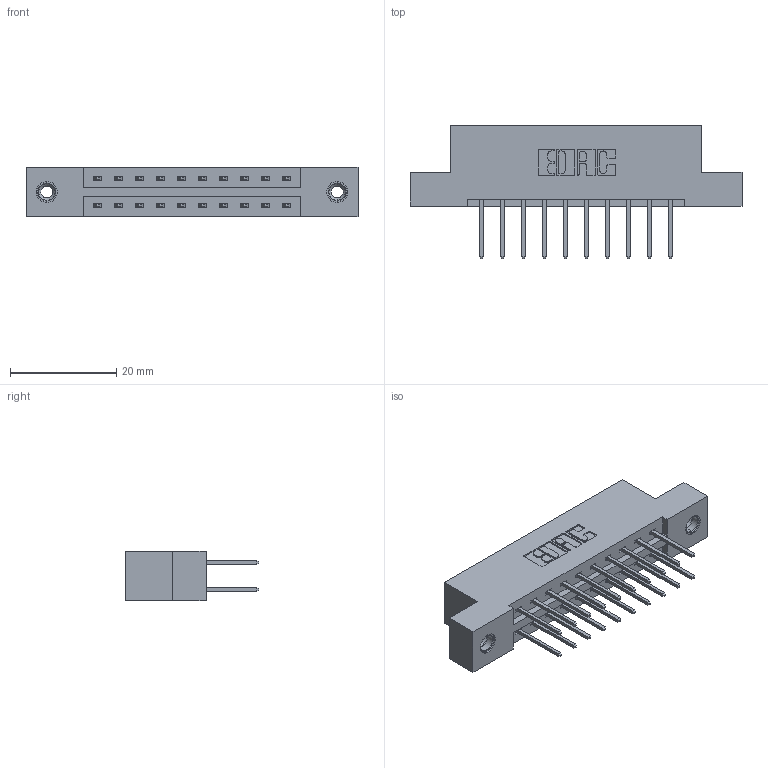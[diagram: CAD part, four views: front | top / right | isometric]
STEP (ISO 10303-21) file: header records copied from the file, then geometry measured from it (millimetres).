
FILE_DESCRIPTION (( 'STEP AP203' ), '1' );
FILE_NAME ('337-020-523-208.STEP', '2019-10-08T13:59:21', ( '' ), ( '' ), 'SwSTEP 2.0', 'SolidWorks 2016', '' );
FILE_SCHEMA (( 'CONFIG_CONTROL_DESIGN' ));
Length unit declared in the file: inch
Products named in the file (4): 337-020-523-208; 345-250-001_345-250-003-102; 337 Part_Flush Mounting Lugs - 0.156 Dia-TI; 345-292-001_345-293-123
Assembly tree (23 placements, depth 2):
  337-020-523-208
    337 Part_Flush Mounting Lugs - 0.156 Dia-TI
    345-292-001_345-293-123  x20
    345-250-001_345-250-003-102  x2
Bounding box: 62.64 x 25.15 x 9.4 mm (x, y, z)
Volume: 6209.7 mm3; surface area: 6927.9 mm2
Topology: 23 solids, 23 shells, 1254 faces, 3667 edges, 2410 vertices
Faces by surface type: plane 862, cylinder 376, cone 12, torus 4
Entity records: 13096 total; most frequent: CARTESIAN_POINT 2213, ORIENTED_EDGE 2142, DIRECTION 1973, EDGE_CURVE 1071, LINE 923, VECTOR 923, VERTEX_POINT 708, AXIS2_PLACEMENT_3D 525
